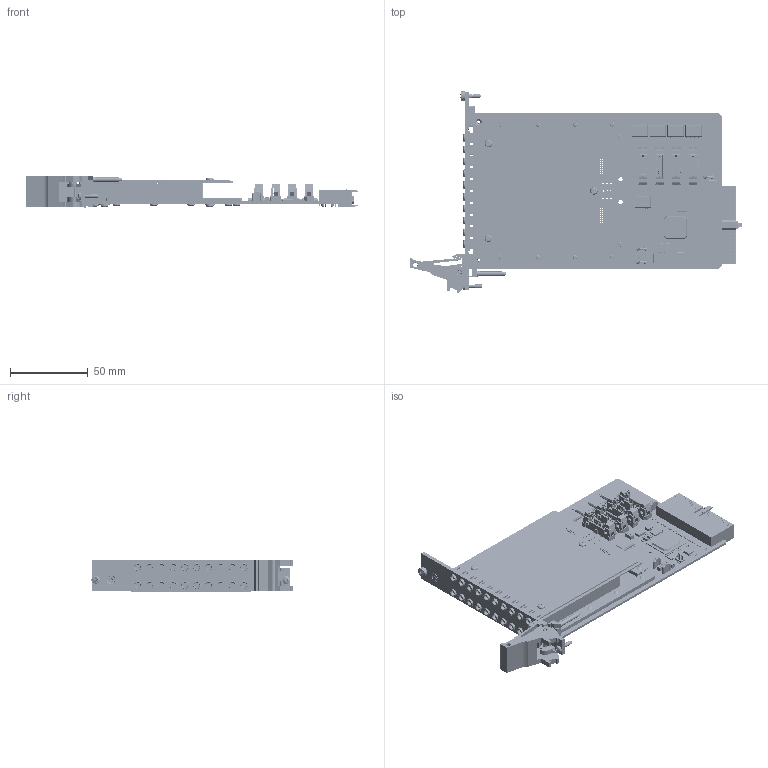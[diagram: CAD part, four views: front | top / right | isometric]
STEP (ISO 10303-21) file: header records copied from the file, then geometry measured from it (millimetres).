
FILE_DESCRIPTION (( 'STEP AP214' ), '1' );
FILE_NAME ('40-876-104 PXI QUAD 4CH MUX 50R MCX Term.STEP', '2013-09-13T13:29:46', ( 'admin' ), ( '' ), 'SwSTEP 2.0', 'SolidWorks 2012', '' );
FILE_SCHEMA (( 'AUTOMOTIVE_DESIGN' ));
Length unit declared in the file: millimetre
Products named in the file (1): 40-876-104 PXI QUAD 4CH MUX 50R MCX Term
Bounding box: 214.01 x 129.67 x 20.19 mm (x, y, z)
Surface area: 87814.4 mm2 (no closed solid volume)
Topology: 0 solids, 699 shells, 4234 faces, 19124 edges, 14928 vertices
Faces by surface type: plane 3188, cylinder 792, cone 145, torus 69, bspline 33, sphere 7
Full cylindrical faces by diameter (mm): 0.2 x1, 0.35 x5, 0.55 x3, 0.6 x110, 0.762 x21, 0.8 x64, 0.9 x12, 1 x6, 1.496 x2, 1.524 x8, 2 x6, 2.05 x1, 2.45 x4, 2.5 x4, 2.6 x1, 2.7 x3, 2.8 x1, 3 x3, 3.4 x20, 3.665 x1, 4.35 x1, 4.7 x1, 4.8 x20, 4.85 x16, 5 x5, 5.2 x20, 5.3 x1, 5.6 x14, 5.9 x1, 6 x1
Entity records: 245461 total; most frequent: CARTESIAN_POINT 50014, DIRECTION 29491, ORIENTED_EDGE 25100, EDGE_CURVE 18425, VERTEX_POINT 14767, LINE 14067, VECTOR 14067, AXIS2_PLACEMENT_3D 7712
